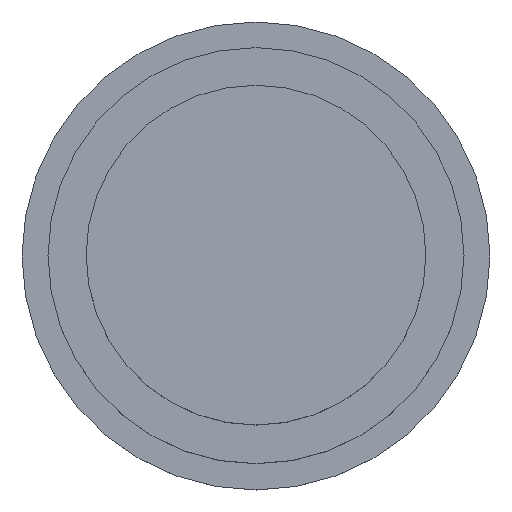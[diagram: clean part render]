
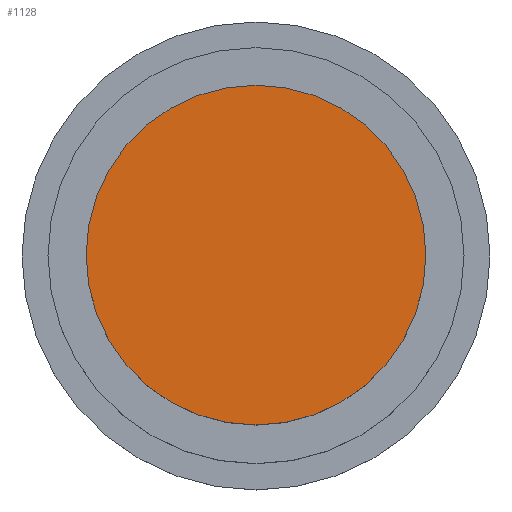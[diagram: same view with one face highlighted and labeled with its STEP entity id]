
A CAD part, top view. The second image highlights one B-rep face of the part: STEP entity #1128.
In plain terms, the highlighted face is planar.
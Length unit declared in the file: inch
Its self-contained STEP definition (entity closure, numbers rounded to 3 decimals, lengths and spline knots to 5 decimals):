
#259 = CARTESIAN_POINT ( 'NONE',  ( 0., 0., 0.1715 ) ) ;
#313 = AXIS2_PLACEMENT_3D ( 'NONE', #3670, #3949, #3650 ) ;
#652 = VERTEX_POINT ( 'NONE', #3504 ) ;
#955 = DIRECTION ( 'NONE',  ( 1., 0., 0. ) ) ;
#997 = CARTESIAN_POINT ( 'NONE',  ( 0., 0., 0. ) ) ;
#1128 = ADVANCED_FACE ( 'NONE', ( #2480 ), #1750, .F. ) ;
#1301 = DIRECTION ( 'NONE',  ( 0., 0., -1. ) ) ;
#1437 = EDGE_LOOP ( 'NONE', ( #3315, #1825 ) ) ;
#1474 = EDGE_CURVE ( 'NONE', #652, #1532, #2754, .T. ) ;
#1488 = CIRCLE ( 'NONE', #4316, 0.1715 ) ;
#1532 = VERTEX_POINT ( 'NONE', #259 ) ;
#1588 = EDGE_CURVE ( 'NONE', #1532, #652, #1488, .T. ) ;
#1750 = PLANE ( 'NONE',  #313 ) ;
#1785 = CARTESIAN_POINT ( 'NONE',  ( 0., 0., 0. ) ) ;
#1825 = ORIENTED_EDGE ( 'NONE', *, *, #1474, .F. ) ;
#2480 = FACE_OUTER_BOUND ( 'NONE', #1437, .T. ) ;
#2754 = CIRCLE ( 'NONE', #3694, 0.1715 ) ;
#2807 = DIRECTION ( 'NONE',  ( 0., 0., -1. ) ) ;
#3315 = ORIENTED_EDGE ( 'NONE', *, *, #1588, .F. ) ;
#3504 = CARTESIAN_POINT ( 'NONE',  ( 0., 0., -0.1715 ) ) ;
#3650 = DIRECTION ( 'NONE',  ( 0., 0., -1. ) ) ;
#3670 = CARTESIAN_POINT ( 'NONE',  ( 0., 0., 0. ) ) ;
#3694 = AXIS2_PLACEMENT_3D ( 'NONE', #997, #955, #1301 ) ;
#3949 = DIRECTION ( 'NONE',  ( 1., 0., 0. ) ) ;
#4316 = AXIS2_PLACEMENT_3D ( 'NONE', #1785, #4679, #2807 ) ;
#4679 = DIRECTION ( 'NONE',  ( 1., 0., 0. ) ) ;
